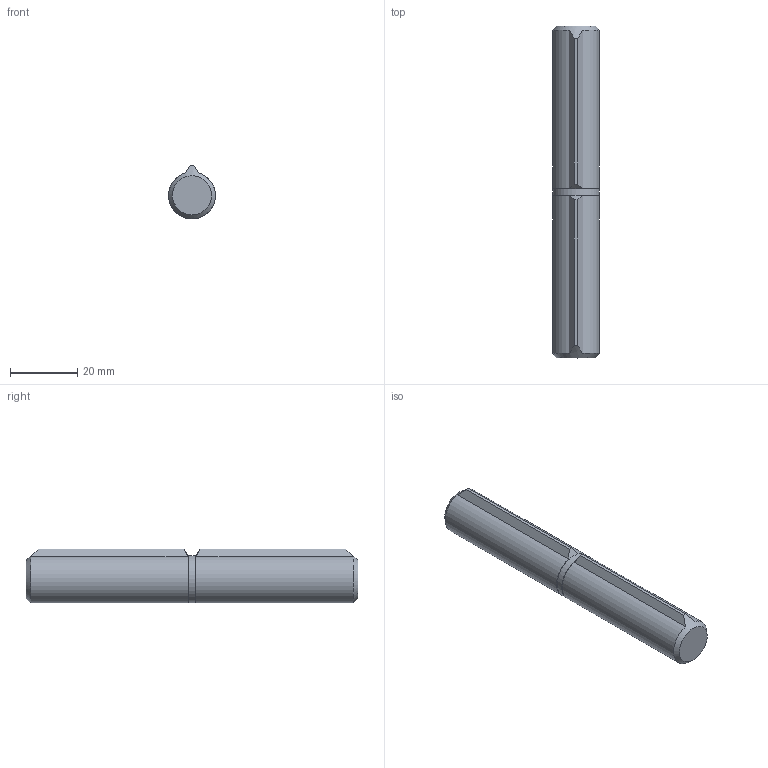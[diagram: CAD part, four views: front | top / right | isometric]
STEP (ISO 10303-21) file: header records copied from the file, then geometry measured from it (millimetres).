
FILE_DESCRIPTION (( 'STEP AP203' ), '1' );
FILE_NAME ('56510-240-100.step', '2022-11-03T12:32:37', ( '' ), ( '' ), 'SwSTEP 2.0', 'SolidWorks 2018', '' );
FILE_SCHEMA (( 'CONFIG_CONTROL_DESIGN' ));
Length unit declared in the file: millimetre
Products named in the file (4): 56510-240 Teil1_56510-240-100 Teil1; 56510-240-100; 56510-240 Teil3_56510-240-100 Teil3; 56510-240 Teil2_56510-240-100 Teil2
Assembly tree (3 placements, depth 2):
  56510-240-100
    56510-240 Teil2_56510-240-100 Teil2
    56510-240 Teil3_56510-240-100 Teil3
    56510-240 Teil1_56510-240-100 Teil1
Bounding box: 14 x 99 x 16 mm (x, y, z)
Volume: 15365.1 mm3; surface area: 6345 mm2
Topology: 3 solids, 3 shells, 322 faces, 847 edges, 564 vertices
Faces by surface type: plane 175, bspline 135, cone 6, cylinder 6
Full cylindrical faces by diameter (mm): 8 x1, 8.3 x2, 14 x1
Entity records: 17499 total; most frequent: CARTESIAN_POINT 10124, ORIENTED_EDGE 1666, DIRECTION 955, EDGE_CURVE 833, VERTEX_POINT 560, VECTOR 533, LINE 533, EDGE_LOOP 367
